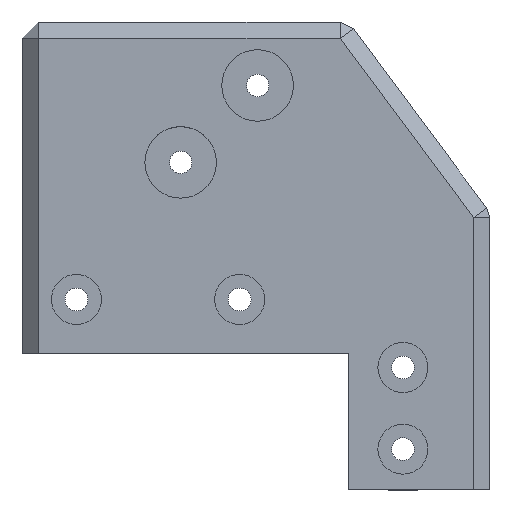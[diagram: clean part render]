
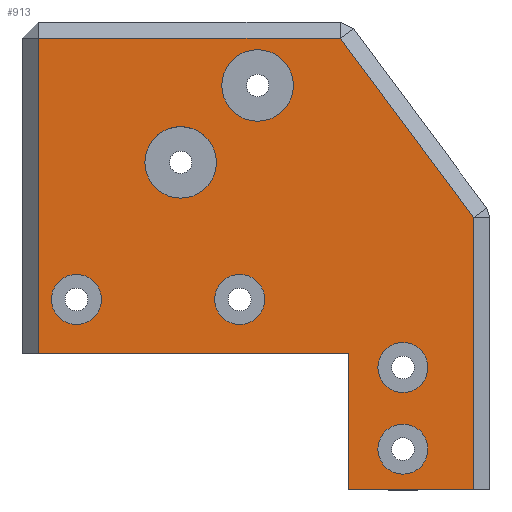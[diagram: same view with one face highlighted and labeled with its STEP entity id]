
A CAD part, top view. The second image highlights one B-rep face of the part: STEP entity #913.
In plain terms, the highlighted planar face has unit normal (0, 0, 1).
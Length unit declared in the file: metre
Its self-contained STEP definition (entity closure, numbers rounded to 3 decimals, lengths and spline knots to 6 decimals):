
#48=LINE('',#1407,#136);
#64=LINE('',#1438,#152);
#70=LINE('',#1449,#158);
#71=LINE('',#1463,#159);
#72=LINE('',#1465,#160);
#73=LINE('',#1467,#161);
#74=LINE('',#1469,#162);
#136=VECTOR('',#1129,1.);
#152=VECTOR('',#1155,1.);
#158=VECTOR('',#1163,1.);
#159=VECTOR('',#1178,1.);
#160=VECTOR('',#1179,1.);
#161=VECTOR('',#1180,1.);
#162=VECTOR('',#1181,1.);
#204=PLANE('',#997);
#319=ORIENTED_EDGE('',*,*,#536,.T.);
#320=ORIENTED_EDGE('',*,*,#537,.T.);
#321=ORIENTED_EDGE('',*,*,#538,.T.);
#322=ORIENTED_EDGE('',*,*,#539,.T.);
#323=ORIENTED_EDGE('',*,*,#540,.T.);
#324=ORIENTED_EDGE('',*,*,#541,.T.);
#325=ORIENTED_EDGE('',*,*,#513,.T.);
#326=ORIENTED_EDGE('',*,*,#535,.T.);
#327=ORIENTED_EDGE('',*,*,#529,.T.);
#328=ORIENTED_EDGE('',*,*,#542,.F.);
#329=ORIENTED_EDGE('',*,*,#543,.F.);
#330=ORIENTED_EDGE('',*,*,#544,.F.);
#331=ORIENTED_EDGE('',*,*,#545,.F.);
#513=EDGE_CURVE('',#629,#628,#48,.T.);
#529=EDGE_CURVE('',#639,#640,#64,.T.);
#535=EDGE_CURVE('',#628,#639,#70,.T.);
#536=EDGE_CURVE('',#643,#643,#684,.T.);
#537=EDGE_CURVE('',#644,#644,#685,.T.);
#538=EDGE_CURVE('',#645,#645,#686,.T.);
#539=EDGE_CURVE('',#646,#646,#687,.T.);
#540=EDGE_CURVE('',#647,#647,#688,.T.);
#541=EDGE_CURVE('',#648,#648,#689,.T.);
#542=EDGE_CURVE('',#649,#640,#71,.T.);
#543=EDGE_CURVE('',#650,#649,#72,.T.);
#544=EDGE_CURVE('',#651,#650,#73,.T.);
#545=EDGE_CURVE('',#629,#651,#74,.T.);
#628=VERTEX_POINT('',#1406);
#629=VERTEX_POINT('',#1408);
#639=VERTEX_POINT('',#1439);
#640=VERTEX_POINT('',#1440);
#643=VERTEX_POINT('',#1452);
#644=VERTEX_POINT('',#1454);
#645=VERTEX_POINT('',#1456);
#646=VERTEX_POINT('',#1458);
#647=VERTEX_POINT('',#1460);
#648=VERTEX_POINT('',#1462);
#649=VERTEX_POINT('',#1464);
#650=VERTEX_POINT('',#1466);
#651=VERTEX_POINT('',#1468);
#684=CIRCLE('',#998,0.0046);
#685=CIRCLE('',#999,0.0046);
#686=CIRCLE('',#1000,0.0046);
#687=CIRCLE('',#1001,0.0046);
#688=CIRCLE('',#1002,0.006575);
#689=CIRCLE('',#1003,0.006575);
#723=EDGE_LOOP('',(#319));
#724=EDGE_LOOP('',(#320));
#725=EDGE_LOOP('',(#321));
#726=EDGE_LOOP('',(#322));
#727=EDGE_LOOP('',(#323));
#728=EDGE_LOOP('',(#324));
#729=EDGE_LOOP('',(#325,#326,#327,#328,#329,#330,#331));
#816=FACE_BOUND('',#723,.T.);
#817=FACE_BOUND('',#724,.T.);
#818=FACE_BOUND('',#725,.T.);
#819=FACE_BOUND('',#726,.T.);
#820=FACE_BOUND('',#727,.T.);
#821=FACE_BOUND('',#728,.T.);
#822=FACE_BOUND('',#729,.T.);
#913=ADVANCED_FACE('',(#816,#817,#818,#819,#820,#821,#822),#204,.T.);
#997=AXIS2_PLACEMENT_3D('',#1450,#1164,#1165);
#998=AXIS2_PLACEMENT_3D('',#1451,#1166,#1167);
#999=AXIS2_PLACEMENT_3D('',#1453,#1168,#1169);
#1000=AXIS2_PLACEMENT_3D('',#1455,#1170,#1171);
#1001=AXIS2_PLACEMENT_3D('',#1457,#1172,#1173);
#1002=AXIS2_PLACEMENT_3D('',#1459,#1174,#1175);
#1003=AXIS2_PLACEMENT_3D('',#1461,#1176,#1177);
#1129=DIRECTION('',(1.,0.,0.));
#1155=DIRECTION('',(1.,0.,0.));
#1163=DIRECTION('',(0.,-1.,0.));
#1164=DIRECTION('',(0.,0.,1.));
#1165=DIRECTION('',(-1.,0.,0.));
#1166=DIRECTION('',(0.,0.,-1.));
#1167=DIRECTION('',(-1.,0.,0.));
#1168=DIRECTION('',(0.,0.,-1.));
#1169=DIRECTION('',(-1.,0.,0.));
#1170=DIRECTION('',(0.,0.,-1.));
#1171=DIRECTION('',(-1.,0.,0.));
#1172=DIRECTION('',(0.,0.,-1.));
#1173=DIRECTION('',(-1.,0.,0.));
#1174=DIRECTION('',(0.,0.,-1.));
#1175=DIRECTION('',(-1.,0.,0.));
#1176=DIRECTION('',(0.,0.,-1.));
#1177=DIRECTION('',(-1.,0.,0.));
#1178=DIRECTION('',(0.,-1.,0.));
#1179=DIRECTION('',(0.596,-0.803,0.));
#1180=DIRECTION('',(1.,0.,0.));
#1181=DIRECTION('',(0.,1.,0.));
#1406=CARTESIAN_POINT('',(0.12,0.,0.008));
#1407=CARTESIAN_POINT('',(0.09,0.,0.008));
#1408=CARTESIAN_POINT('',(0.063,0.,0.008));
#1438=CARTESIAN_POINT('',(0.133,-0.025,0.008));
#1439=CARTESIAN_POINT('',(0.12,-0.025,0.008));
#1440=CARTESIAN_POINT('',(0.143,-0.025,0.008));
#1449=CARTESIAN_POINT('',(0.12,-0.0125,0.008));
#1450=CARTESIAN_POINT('',(0.103,0.018,0.008));
#1451=CARTESIAN_POINT('',(0.13,-0.0175,0.008));
#1452=CARTESIAN_POINT('',(0.1254,-0.0175,0.008));
#1453=CARTESIAN_POINT('',(0.13,-0.0025,0.008));
#1454=CARTESIAN_POINT('',(0.1254,-0.0025,0.008));
#1455=CARTESIAN_POINT('',(0.1,0.01,0.008));
#1456=CARTESIAN_POINT('',(0.0954,0.01,0.008));
#1457=CARTESIAN_POINT('',(0.07,0.01,0.008));
#1458=CARTESIAN_POINT('',(0.0654,0.01,0.008));
#1459=CARTESIAN_POINT('',(0.103292,0.049335,0.008));
#1460=CARTESIAN_POINT('',(0.096717,0.049335,0.008));
#1461=CARTESIAN_POINT('',(0.08915,0.035192,0.008));
#1462=CARTESIAN_POINT('',(0.082575,0.035192,0.008));
#1463=CARTESIAN_POINT('',(0.143,0.018,0.008));
#1464=CARTESIAN_POINT('',(0.143,0.025008,0.008));
#1465=CARTESIAN_POINT('',(0.13213,0.03964,0.008));
#1466=CARTESIAN_POINT('',(0.118491,0.058,0.008));
#1467=CARTESIAN_POINT('',(0.12,0.058,0.008));
#1468=CARTESIAN_POINT('',(0.063,0.058,0.008));
#1469=CARTESIAN_POINT('',(0.063,0.018,0.008));
